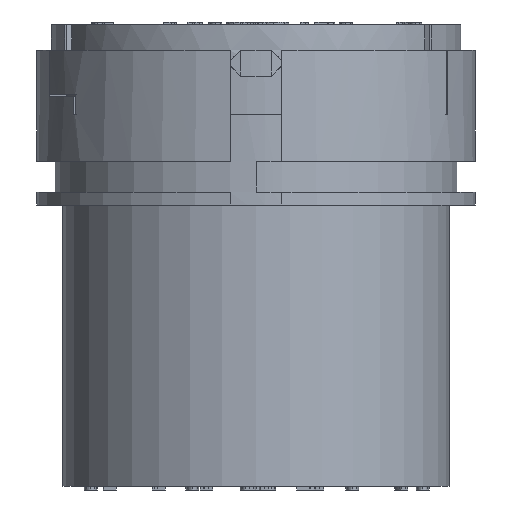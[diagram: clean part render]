
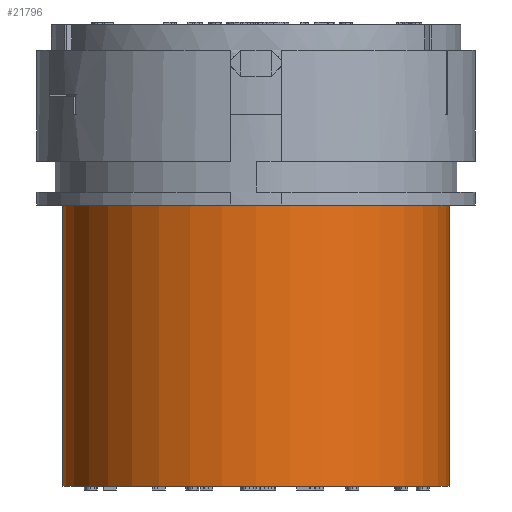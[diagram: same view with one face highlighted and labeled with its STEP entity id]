
A CAD part, front view. The second image highlights one B-rep face of the part: STEP entity #21796.
In plain terms, the highlighted cylindrical face has radius 7.5 mm (diameter 15 mm), a partial arc.
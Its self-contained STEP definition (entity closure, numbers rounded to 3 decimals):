
#2902=CARTESIAN_POINT('',(0.,0.,
-2.6));
#2903=DIRECTION('',(0.,0.,1.));
#2904=DIRECTION('',(-1.,0.,0.));
#2905=AXIS2_PLACEMENT_3D('',#2902,#2903,#2904);
#3082=DIRECTION('',(0.,0.,1.));
#3083=VECTOR('',#3082,10.9);
#3084=CARTESIAN_POINT('',(7.5,0.,
-13.5));
#3085=LINE('',#3084,#3083);
#3086=DIRECTION('',(0.,0.,-1.));
#3087=VECTOR('',#3086,10.9);
#3088=CARTESIAN_POINT('',(-7.5,0.,
-2.6));
#3089=LINE('',#3088,#3087);
#3090=CARTESIAN_POINT('',(0.,0.,
-13.5));
#3091=DIRECTION('',(0.,0.,1.));
#3092=DIRECTION('',(-1.,0.,0.));
#3093=AXIS2_PLACEMENT_3D('',#3090,#3091,#3092);
#17146=CARTESIAN_POINT('',(-7.5,0.,
-2.6));
#17147=CARTESIAN_POINT('',(7.5,0.,
-2.6));
#17148=VERTEX_POINT('',#17146);
#17149=VERTEX_POINT('',#17147);
#17150=CARTESIAN_POINT('',(-7.5,0.,
-13.5));
#17151=CARTESIAN_POINT('',(7.5,0.,
-13.5));
#17152=VERTEX_POINT('',#17150);
#17153=VERTEX_POINT('',#17151);
#21782=CARTESIAN_POINT('',(0.,0.,
-13.3));
#21783=DIRECTION('',(0.,0.,1.));
#21784=DIRECTION('',(1.,0.,0.));
#21785=AXIS2_PLACEMENT_3D('',#21782,#21783,#21784);
#21786=CYLINDRICAL_SURFACE('',#21785,7.5);
#21788=ORIENTED_EDGE('',*,*,#21787,.F.);
#21789=ORIENTED_EDGE('',*,*,#21485,.T.);
#21791=ORIENTED_EDGE('',*,*,#21790,.F.);
#21793=ORIENTED_EDGE('',*,*,#21792,.F.);
#21794=EDGE_LOOP('',(#21788,#21789,#21791,#21793));
#21795=FACE_OUTER_BOUND('',#21794,.F.);
#2906=CIRCLE('',#2905,7.5);
#3094=CIRCLE('',#3093,7.5);
#21485=EDGE_CURVE('',#17148,#17149,#2906,.T.);
#21787=EDGE_CURVE('',#17148,#17152,#3089,.T.);
#21790=EDGE_CURVE('',#17153,#17149,#3085,.T.);
#21792=EDGE_CURVE('',#17152,#17153,#3094,.T.);
#21796=ADVANCED_FACE('',(#21795),#21786,.T.);
